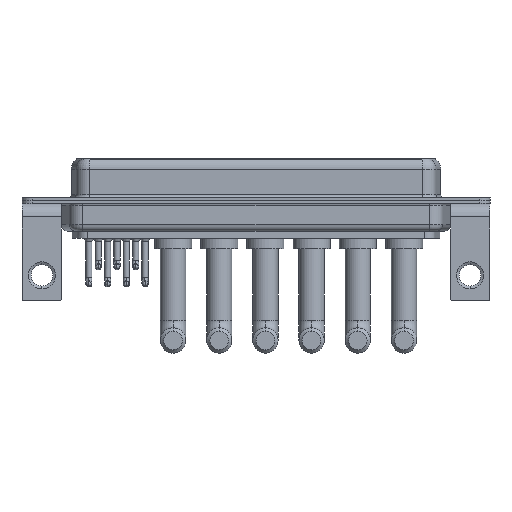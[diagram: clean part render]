
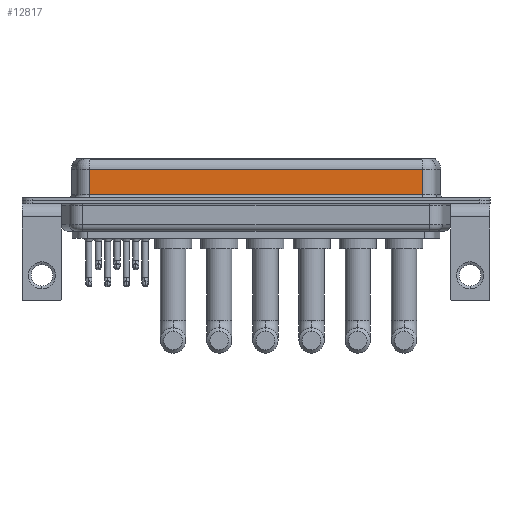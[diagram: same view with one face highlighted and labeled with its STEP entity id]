
A CAD part, front view. The second image highlights one B-rep face of the part: STEP entity #12817.
In plain terms, the highlighted planar face has unit normal (0, -1, 0).
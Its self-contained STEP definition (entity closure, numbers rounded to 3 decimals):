
#151 = CARTESIAN_POINT ( 'NONE',  ( 56.462, -3.95, 0.9 ) ) ;
#1685 = DIRECTION ( 'NONE',  ( 1., 0., 0. ) ) ;
#2138 = DIRECTION ( 'NONE',  ( 0., 0., -1. ) ) ;
#2541 = CARTESIAN_POINT ( 'NONE',  ( 56.462, -3.95, 6.4 ) ) ;
#3116 = LINE ( 'NONE', #9036, #10907 ) ;
#3859 = VERTEX_POINT ( 'NONE', #17394 ) ;
#3954 = ORIENTED_EDGE ( 'NONE', *, *, #6720, .T. ) ;
#4905 = ORIENTED_EDGE ( 'NONE', *, *, #12176, .F. ) ;
#5122 = AXIS2_PLACEMENT_3D ( 'NONE', #13877, #15030, #15418 ) ;
#5548 = LINE ( 'NONE', #2541, #8861 ) ;
#6720 = EDGE_CURVE ( 'NONE', #11634, #3859, #12954, .T. ) ;
#7773 = FACE_OUTER_BOUND ( 'NONE', #16213, .T. ) ;
#7971 = PLANE ( 'NONE',  #5122 ) ;
#8683 = CARTESIAN_POINT ( 'NONE',  ( 56.462, -3.95, 4.65 ) ) ;
#8685 = EDGE_CURVE ( 'NONE', #3859, #9990, #3116, .T. ) ;
#8861 = VECTOR ( 'NONE', #17575, 1000. ) ;
#9036 = CARTESIAN_POINT ( 'NONE',  ( 7.038, -3.95, 6.4 ) ) ;
#9990 = VERTEX_POINT ( 'NONE', #17707 ) ;
#10254 = VECTOR ( 'NONE', #16143, 1000. ) ;
#10414 = VERTEX_POINT ( 'NONE', #16130 ) ;
#10907 = VECTOR ( 'NONE', #2138, 1000. ) ;
#11634 = VERTEX_POINT ( 'NONE', #14124 ) ;
#12176 = EDGE_CURVE ( 'NONE', #11634, #10414, #5548, .T. ) ;
#12817 = ADVANCED_FACE ( 'NONE', ( #7773 ), #7971, .F. ) ;
#12954 = LINE ( 'NONE', #8683, #10254 ) ;
#13219 = ORIENTED_EDGE ( 'NONE', *, *, #8685, .T. ) ;
#13558 = EDGE_CURVE ( 'NONE', #9990, #10414, #16440, .T. ) ;
#13877 = CARTESIAN_POINT ( 'NONE',  ( 56.462, -3.95, 6.4 ) ) ;
#14124 = CARTESIAN_POINT ( 'NONE',  ( 56.462, -3.95, 4.65 ) ) ;
#14737 = VECTOR ( 'NONE', #1685, 1000. ) ;
#15030 = DIRECTION ( 'NONE',  ( 0., 1., 0. ) ) ;
#15418 = DIRECTION ( 'NONE',  ( 0., 0., 1. ) ) ;
#16130 = CARTESIAN_POINT ( 'NONE',  ( 56.462, -3.95, 0.9 ) ) ;
#16143 = DIRECTION ( 'NONE',  ( -1., 0., 0. ) ) ;
#16213 = EDGE_LOOP ( 'NONE', ( #4905, #3954, #13219, #17318 ) ) ;
#16440 = LINE ( 'NONE', #151, #14737 ) ;
#17318 = ORIENTED_EDGE ( 'NONE', *, *, #13558, .T. ) ;
#17394 = CARTESIAN_POINT ( 'NONE',  ( 7.038, -3.95, 4.65 ) ) ;
#17575 = DIRECTION ( 'NONE',  ( 0., 0., -1. ) ) ;
#17707 = CARTESIAN_POINT ( 'NONE',  ( 7.038, -3.95, 0.9 ) ) ;
